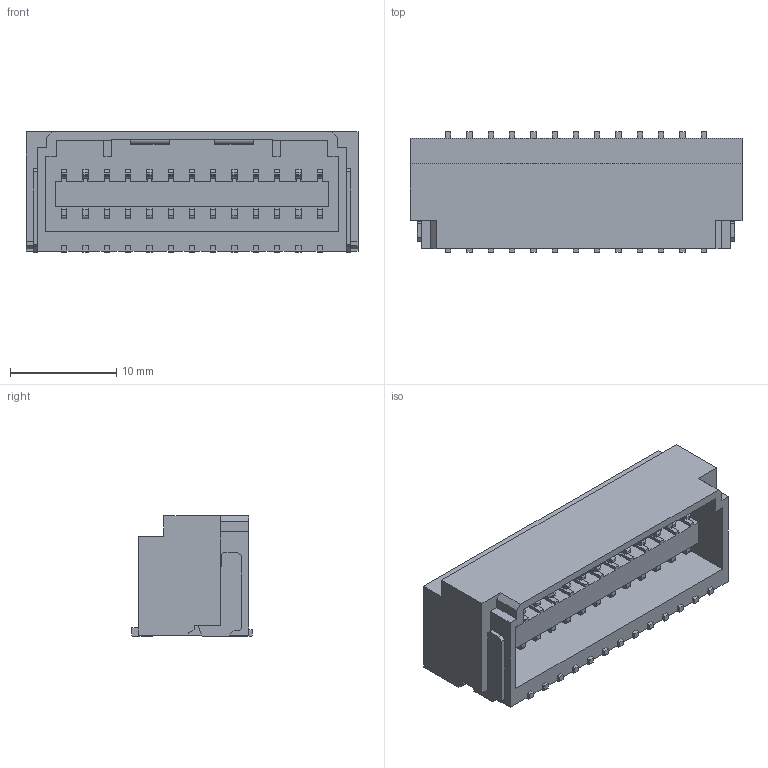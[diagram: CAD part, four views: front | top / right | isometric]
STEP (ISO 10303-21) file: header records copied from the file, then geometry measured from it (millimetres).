
FILE_DESCRIPTION(('STEP AP242'),'1');
FILE_NAME('2202052671.stp','2025-05-05T12:48:31',('TraceParts'),('TraceParts S.A.'),'Spatial InterOp 3D',' ',' ');
FILE_SCHEMA(('AP242_MANAGED_MODEL_BASED_3D_ENGINEERING_MIM_LF {1 0 10303 442 1 1 4}'));
Length unit declared in the file: millimetre
Products named in the file (1): 2202052671_113
Bounding box: 31.2 x 11.3 x 11.3 mm (x, y, z)
Volume: 2366.7 mm3; surface area: 2507.5 mm2
Topology: 1 solids, 1 shells, 543 faces, 1645 edges, 1247 vertices
Faces by surface type: plane 489, cylinder 54
Entity records: 18684 total; most frequent: CARTESIAN_POINT 3214, ORIENTED_EDGE 3066, DIRECTION 2845, LINE 1537, VECTOR 1537, EDGE_CURVE 1533, VERTEX_POINT 1022, AXIS2_PLACEMENT_3D 654
